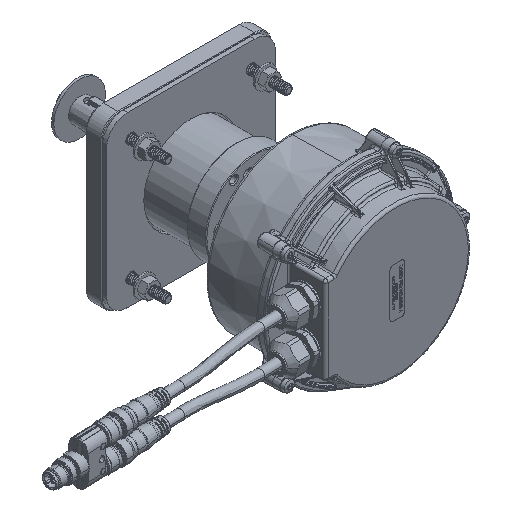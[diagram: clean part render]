
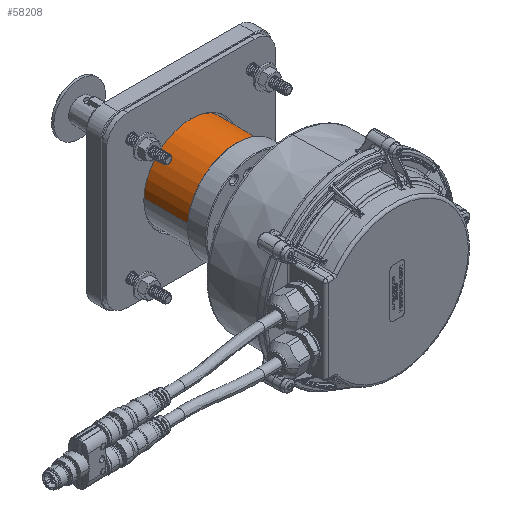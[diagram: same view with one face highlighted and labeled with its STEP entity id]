
A CAD part, isometric view. The second image highlights one B-rep face of the part: STEP entity #58208.
In plain terms, the highlighted cylindrical face has radius 33.337 mm (diameter 66.675 mm), a partial arc.
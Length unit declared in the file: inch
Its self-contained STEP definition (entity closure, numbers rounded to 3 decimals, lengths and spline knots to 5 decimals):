
#1617 = VERTEX_POINT ( 'NONE', #88948 ) ;
#2003 = CARTESIAN_POINT ( 'NONE',  ( 0., -0.265, 0. ) ) ;
#6594 = ORIENTED_EDGE ( 'NONE', *, *, #63309, .T. ) ;
#6693 = FACE_OUTER_BOUND ( 'NONE', #59619, .T. ) ;
#6847 = VECTOR ( 'NONE', #83560, 39.37008 ) ;
#11834 = VERTEX_POINT ( 'NONE', #98668 ) ;
#25029 = CARTESIAN_POINT ( 'NONE',  ( 0., 0.0625, 0. ) ) ;
#26711 = EDGE_CURVE ( 'NONE', #77497, #11834, #95508, .T. ) ;
#30875 = AXIS2_PLACEMENT_3D ( 'NONE', #2003, #85867, #58288 ) ;
#34808 = DIRECTION ( 'NONE',  ( 1., 0., 0. ) ) ;
#36733 = DIRECTION ( 'NONE',  ( 1., 0., 0. ) ) ;
#44620 = CYLINDRICAL_SURFACE ( 'NONE', #47808, 1.3125 ) ;
#45343 = EDGE_CURVE ( 'NONE', #66248, #1617, #98333, .T. ) ;
#46522 = CARTESIAN_POINT ( 'NONE',  ( 1.3125, -0.265, 0. ) ) ;
#47808 = AXIS2_PLACEMENT_3D ( 'NONE', #25029, #71603, #34808 ) ;
#51387 = ORIENTED_EDGE ( 'NONE', *, *, #45343, .T. ) ;
#58208 = ADVANCED_FACE ( 'NONE', ( #6693 ), #44620, .T. ) ;
#58288 = DIRECTION ( 'NONE',  ( -1., 0., 0. ) ) ;
#59619 = EDGE_LOOP ( 'NONE', ( #60763, #51387, #6594, #70261 ) ) ;
#60763 = ORIENTED_EDGE ( 'NONE', *, *, #90219, .F. ) ;
#62519 = DIRECTION ( 'NONE',  ( 0., 1., 0. ) ) ;
#63309 = EDGE_CURVE ( 'NONE', #1617, #77497, #85945, .T. ) ;
#66248 = VERTEX_POINT ( 'NONE', #115022 ) ;
#70261 = ORIENTED_EDGE ( 'NONE', *, *, #26711, .T. ) ;
#71603 = DIRECTION ( 'NONE',  ( 0., 1., 0. ) ) ;
#74388 = CARTESIAN_POINT ( 'NONE',  ( 1.3125, 0.0625, 0. ) ) ;
#77497 = VERTEX_POINT ( 'NONE', #46522 ) ;
#78750 = AXIS2_PLACEMENT_3D ( 'NONE', #118211, #62519, #36733 ) ;
#83371 = CARTESIAN_POINT ( 'NONE',  ( -1.3125, 0.0625, 0. ) ) ;
#83560 = DIRECTION ( 'NONE',  ( 0., 1., 0. ) ) ;
#85867 = DIRECTION ( 'NONE',  ( 0., -1., 0. ) ) ;
#85945 = LINE ( 'NONE', #74388, #6847 ) ;
#88948 = CARTESIAN_POINT ( 'NONE',  ( 1.3125, -1.6725, 0. ) ) ;
#89615 = VECTOR ( 'NONE', #109711, 39.37008 ) ;
#90219 = EDGE_CURVE ( 'NONE', #66248, #11834, #101133, .T. ) ;
#95508 = CIRCLE ( 'NONE', #30875, 1.3125 ) ;
#98333 = CIRCLE ( 'NONE', #78750, 1.3125 ) ;
#98668 = CARTESIAN_POINT ( 'NONE',  ( -1.3125, -0.265, 0. ) ) ;
#101133 = LINE ( 'NONE', #83371, #89615 ) ;
#109711 = DIRECTION ( 'NONE',  ( 0., 1., 0. ) ) ;
#115022 = CARTESIAN_POINT ( 'NONE',  ( -1.3125, -1.6725, 0. ) ) ;
#118211 = CARTESIAN_POINT ( 'NONE',  ( 0., -1.6725, 0. ) ) ;
